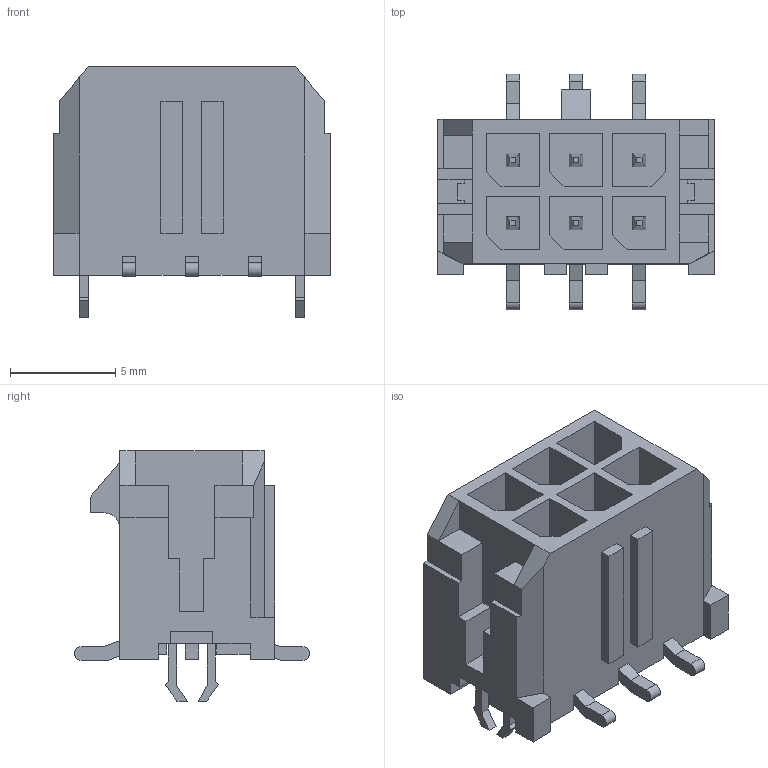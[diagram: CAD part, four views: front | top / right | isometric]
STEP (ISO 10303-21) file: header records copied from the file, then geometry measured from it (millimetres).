
FILE_DESCRIPTION((''),'2;1');
FILE_NAME('430450615','2016-02-03T',('me'),(''),'PRO/ENGINEER BY PARAMETRIC TECHNOLOGY CORPORATION, 2011490','PRO/ENGINEER BY PARAMETRIC TECHNOLOGY CORPORATION, 2011490','');
FILE_SCHEMA(('CONFIG_CONTROL_DESIGN'));
Length unit declared in the file: millimetre
Products named in the file (1): 430450615
Bounding box: 13.15 x 11.2 x 11.91 mm (x, y, z)
Volume: 554.9 mm3; surface area: 1165.1 mm2
Topology: 1 solids, 1 shells, 342 faces, 906 edges, 587 vertices
Faces by surface type: plane 335, cylinder 7
Entity records: 10255 total; most frequent: CARTESIAN_POINT 1797, ORIENTED_EDGE 1738, DIRECTION 1610, VECTOR 888, LINE 888, EDGE_CURVE 869, VERTEX_POINT 548, AXIS2_PLACEMENT_3D 361
